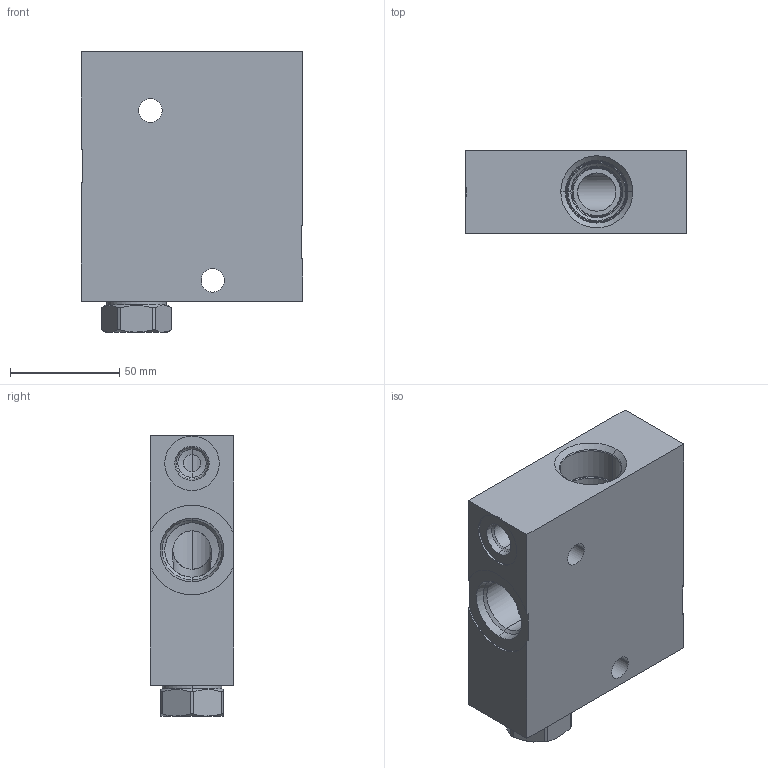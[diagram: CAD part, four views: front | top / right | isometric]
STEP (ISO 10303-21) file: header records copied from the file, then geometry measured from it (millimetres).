
FILE_DESCRIPTION((''),'2;1');
FILE_NAME('N4L_ASM','2019-12-31T',('ProEService'),(''),'PRO/ENGINEER BY PARAMETRIC TECHNOLOGY CORPORATION, 2014200','PRO/ENGINEER BY PARAMETRIC TECHNOLOGY CORPORATION, 2014200','');
FILE_SCHEMA(('CONFIG_CONTROL_DESIGN'));
Length unit declared in the file: inch
Products named in the file (3): 151-916-008; CXEDXCN; N4L_ASM
Assembly tree (2 placements, depth 2):
  N4L_ASM
    151-916-008
    CXEDXCN
Bounding box: 101.6 x 38.1 x 128.57 mm (x, y, z)
Volume: 344853.5 mm3; surface area: 68628.3 mm2
Topology: 4 solids, 5 shells, 299 faces, 928 edges, 740 vertices
Faces by surface type: cylinder 123, cone 73, plane 59, torus 32, revolution 8, sphere 4
Entity records: 11871 total; most frequent: CARTESIAN_POINT 3623, DIRECTION 1781, ORIENTED_EDGE 1402, EDGE_CURVE 701, AXIS2_PLACEMENT_3D 644, VECTOR 485, LINE 485, VERTEX_POINT 422
